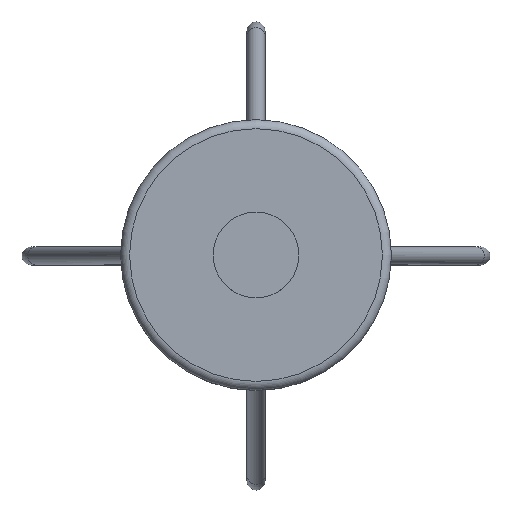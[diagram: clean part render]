
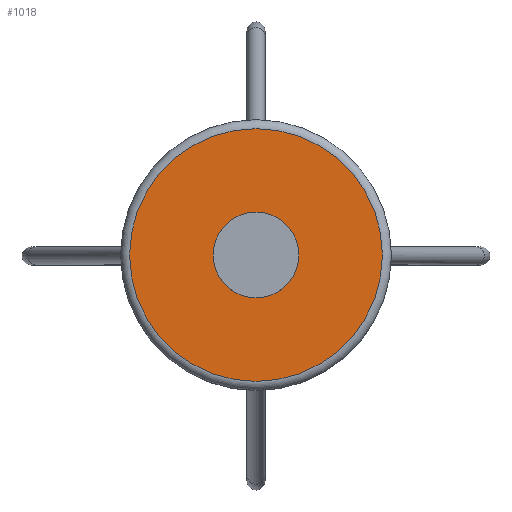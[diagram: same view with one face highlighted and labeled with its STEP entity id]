
A CAD part, top view. The second image highlights one B-rep face of the part: STEP entity #1018.
In plain terms, the highlighted planar face has unit normal (0, 0, 1).
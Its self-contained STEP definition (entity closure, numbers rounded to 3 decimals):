
#15=FACE_BOUND('',#330,.T.);
#261=FACE_OUTER_BOUND('',#329,.T.);
#329=EDGE_LOOP('',(#898));
#330=EDGE_LOOP('',(#899));
#388=CIRCLE('',#1114,14.);
#393=CIRCLE('',#1121,4.75);
#479=VERTEX_POINT('',#2990);
#483=VERTEX_POINT('',#3002);
#626=EDGE_CURVE('',#479,#479,#388,.T.);
#632=EDGE_CURVE('',#483,#483,#393,.T.);
#898=ORIENTED_EDGE('',*,*,#626,.F.);
#899=ORIENTED_EDGE('',*,*,#632,.T.);
#956=PLANE('',#1120);
#1018=ADVANCED_FACE('',(#261,#15),#956,.F.);
#1114=AXIS2_PLACEMENT_3D('',#2991,#1307,#1308);
#1120=AXIS2_PLACEMENT_3D('',#3001,#1320,#1321);
#1121=AXIS2_PLACEMENT_3D('',#3003,#1322,#1323);
#1307=DIRECTION('center_axis',(0.,0.,-1.));
#1308=DIRECTION('ref_axis',(-1.,0.,0.));
#1320=DIRECTION('center_axis',(0.,0.,-1.));
#1321=DIRECTION('ref_axis',(0.,1.,0.));
#1322=DIRECTION('center_axis',(0.,0.,
-1.));
#1323=DIRECTION('ref_axis',(0.,1.,0.));
#2990=CARTESIAN_POINT('',(-14.,0.,1.));
#2991=CARTESIAN_POINT('Origin',(0.,0.,1.));
#3001=CARTESIAN_POINT('Origin',(0.,0.,1.));
#3002=CARTESIAN_POINT('',(0.,-4.75,1.));
#3003=CARTESIAN_POINT('Origin',(0.,0.,1.));
